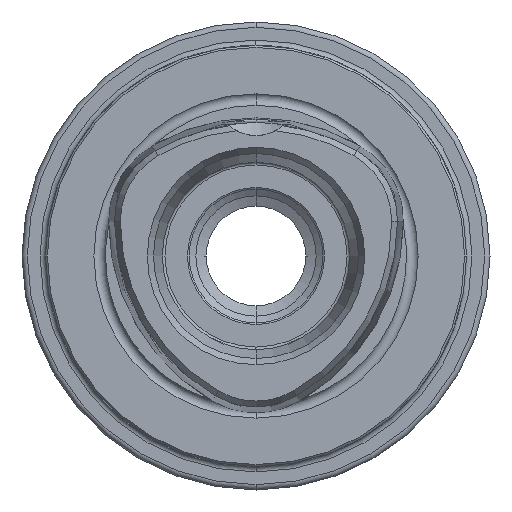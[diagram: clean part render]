
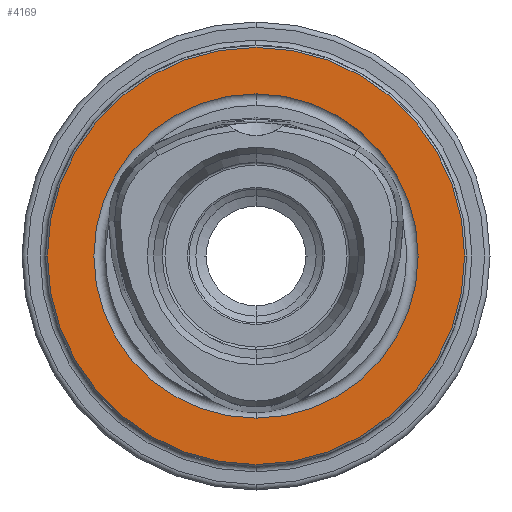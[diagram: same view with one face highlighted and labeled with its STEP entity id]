
A CAD part, front view. The second image highlights one B-rep face of the part: STEP entity #4169.
In plain terms, the highlighted planar face has unit normal (0, -1, 0).
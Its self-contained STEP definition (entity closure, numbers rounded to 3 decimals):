
#1813=CARTESIAN_POINT('',(0.,0.,
0.));
#1814=DIRECTION('',(0.,-1.,0.));
#1815=DIRECTION('',(1.,0.,0.));
#1816=AXIS2_PLACEMENT_3D('',#1813,#1814,#1815);
#1818=CARTESIAN_POINT('',(0.,0.,
0.));
#1819=DIRECTION('',(0.,-1.,0.));
#1820=DIRECTION('',(-1.,0.,0.));
#1821=AXIS2_PLACEMENT_3D('',#1818,#1819,#1820);
#1823=CARTESIAN_POINT('',(0.,0.,0.));
#1824=DIRECTION('',(0.,-1.,0.));
#1825=DIRECTION('',(0.,0.,-1.));
#1826=AXIS2_PLACEMENT_3D('',#1823,#1824,#1825);
#1828=CARTESIAN_POINT('',(0.,0.,0.));
#1829=DIRECTION('',(0.,-1.,0.));
#1830=DIRECTION('',(0.,0.,1.));
#1831=AXIS2_PLACEMENT_3D('',#1828,#1829,#1830);
#2018=CARTESIAN_POINT('',(31.2,0.,
0.));
#2019=CARTESIAN_POINT('',(-31.2,0.,0.));
#2020=VERTEX_POINT('',#2018);
#2021=VERTEX_POINT('',#2019);
#2026=CARTESIAN_POINT('',(0.,0.,-24.25));
#2027=CARTESIAN_POINT('',(0.,0.,24.25));
#2028=VERTEX_POINT('',#2026);
#2029=VERTEX_POINT('',#2027);
#4155=CARTESIAN_POINT('',(0.,0.,0.));
#4156=DIRECTION('',(0.,-1.,0.));
#4157=DIRECTION('',(-1.,0.,0.));
#4158=AXIS2_PLACEMENT_3D('',#4155,#4156,#4157);
#4159=PLANE('',#4158);
#4161=ORIENTED_EDGE('',*,*,#4160,.F.);
#4162=ORIENTED_EDGE('',*,*,#4145,.F.);
#4163=EDGE_LOOP('',(#4161,#4162));
#4164=FACE_OUTER_BOUND('',#4163,.F.);
#4165=ORIENTED_EDGE('',*,*,#2551,.T.);
#4166=ORIENTED_EDGE('',*,*,#2416,.T.);
#4167=EDGE_LOOP('',(#4165,#4166));
#4168=FACE_BOUND('',#4167,.F.);
#4169=ADVANCED_FACE('',(#4164,#4168),#4159,.T.);
#1817=CIRCLE('',#1816,31.2);
#1822=CIRCLE('',#1821,31.2);
#1827=CIRCLE('',#1826,24.25);
#1832=CIRCLE('',#1831,24.25);
#2416=EDGE_CURVE('',#2029,#2028,#1832,.T.);
#2551=EDGE_CURVE('',#2028,#2029,#1827,.T.);
#4145=EDGE_CURVE('',#2021,#2020,#1822,.T.);
#4160=EDGE_CURVE('',#2020,#2021,#1817,.T.);
